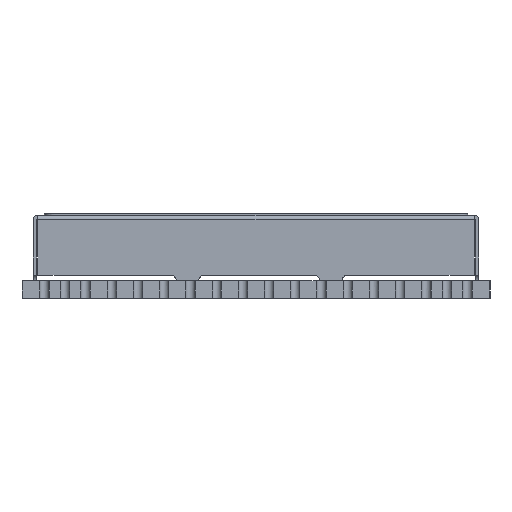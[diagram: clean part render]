
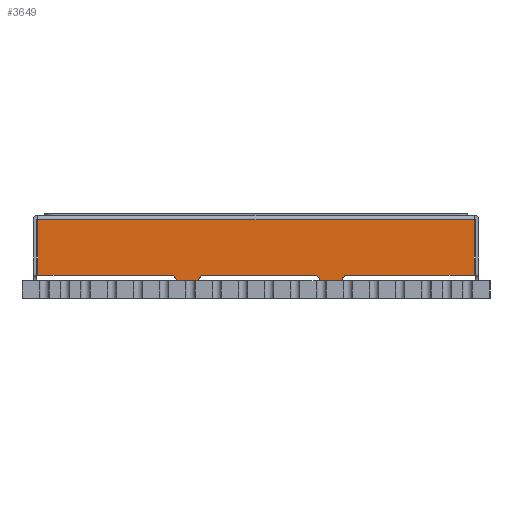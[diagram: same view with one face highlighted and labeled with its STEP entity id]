
A CAD part, left-side view. The second image highlights one B-rep face of the part: STEP entity #3649.
In plain terms, the highlighted planar face has unit normal (-1, 0, 0).
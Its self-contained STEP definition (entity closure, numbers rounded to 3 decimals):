
#15 = VERTEX_POINT ( 'NONE', #15282 ) ;
#380 = CARTESIAN_POINT ( 'NONE',  ( -11.408, -4.595, 0.935 ) ) ;
#770 = LINE ( 'NONE', #12613, #11403 ) ;
#1482 = CIRCLE ( 'NONE', #6479, 0.3 ) ;
#1742 = EDGE_CURVE ( 'NONE', #14760, #8311, #2172, .T. ) ;
#1753 = EDGE_CURVE ( 'NONE', #8311, #2817, #1482, .T. ) ;
#2172 = LINE ( 'NONE', #11520, #6654 ) ;
#2421 = DIRECTION ( 'NONE',  ( 0., 0., 1. ) ) ;
#2532 = DIRECTION ( 'NONE',  ( 0., 1., 0. ) ) ;
#2589 = DIRECTION ( 'NONE',  ( -1., 0., 0. ) ) ;
#2658 = VERTEX_POINT ( 'NONE', #10271 ) ;
#2716 = CARTESIAN_POINT ( 'NONE',  ( -11.408, 8.104, 1.235 ) ) ;
#2817 = VERTEX_POINT ( 'NONE', #15540 ) ;
#2940 = DIRECTION ( 'NONE',  ( 0., 1., 0. ) ) ;
#3036 = LINE ( 'NONE', #5295, #7986 ) ;
#3055 = VERTEX_POINT ( 'NONE', #11767 ) ;
#3522 = DIRECTION ( 'NONE',  ( 0., 0., -1. ) ) ;
#3649 = ADVANCED_FACE ( 'NONE', ( #12079 ), #18208, .T. ) ;
#3681 = DIRECTION ( 'NONE',  ( 0., 0., 1. ) ) ;
#3787 = DIRECTION ( 'NONE',  ( 0., 1., 0. ) ) ;
#3985 = DIRECTION ( 'NONE',  ( 0., 1., 0. ) ) ;
#4350 = AXIS2_PLACEMENT_3D ( 'NONE', #16738, #12207, #15236 ) ;
#4505 = ORIENTED_EDGE ( 'NONE', *, *, #12593, .F. ) ;
#4957 = CARTESIAN_POINT ( 'NONE',  ( -11.408, -3.395, 0.935 ) ) ;
#5132 = DIRECTION ( 'NONE',  ( 0., 1., 0. ) ) ;
#5220 = VECTOR ( 'NONE', #16531, 1000. ) ;
#5295 = CARTESIAN_POINT ( 'NONE',  ( -11.408, 0., 4.185 ) ) ;
#6157 = ORIENTED_EDGE ( 'NONE', *, *, #7613, .F. ) ;
#6479 = AXIS2_PLACEMENT_3D ( 'NONE', #7157, #17538, #3985 ) ;
#6569 = ORIENTED_EDGE ( 'NONE', *, *, #10520, .F. ) ;
#6580 = CARTESIAN_POINT ( 'NONE',  ( -11.408, -0.168, 1.235 ) ) ;
#6582 = EDGE_CURVE ( 'NONE', #3055, #15418, #16437, .T. ) ;
#6654 = VECTOR ( 'NONE', #2532, 1000. ) ;
#6705 = AXIS2_PLACEMENT_3D ( 'NONE', #16015, #18920, #2421 ) ;
#7157 = CARTESIAN_POINT ( 'NONE',  ( -11.408, -3.095, 0.935 ) ) ;
#7265 = CIRCLE ( 'NONE', #13490, 0.3 ) ;
#7613 = EDGE_CURVE ( 'NONE', #15, #14760, #10267, .T. ) ;
#7695 = CARTESIAN_POINT ( 'NONE',  ( -11.408, 3.059, 0.935 ) ) ;
#7699 = CIRCLE ( 'NONE', #8195, 0.3 ) ;
#7986 = VECTOR ( 'NONE', #3787, 1000. ) ;
#8098 = EDGE_CURVE ( 'NONE', #12866, #14910, #15940, .T. ) ;
#8195 = AXIS2_PLACEMENT_3D ( 'NONE', #11640, #2589, #16186 ) ;
#8311 = VERTEX_POINT ( 'NONE', #4957 ) ;
#8340 = ORIENTED_EDGE ( 'NONE', *, *, #13831, .F. ) ;
#8883 = VECTOR ( 'NONE', #3522, 1000. ) ;
#8983 = CARTESIAN_POINT ( 'NONE',  ( -11.408, 11.65, 1.235 ) ) ;
#9253 = LINE ( 'NONE', #16332, #5220 ) ;
#9559 = VECTOR ( 'NONE', #2940, 1000. ) ;
#10267 = CIRCLE ( 'NONE', #6705, 0.3 ) ;
#10271 = CARTESIAN_POINT ( 'NONE',  ( -11.408, 4.559, 1.235 ) ) ;
#10410 = VECTOR ( 'NONE', #13295, 1000. ) ;
#10520 = EDGE_CURVE ( 'NONE', #15845, #12866, #7699, .T. ) ;
#10709 = VERTEX_POINT ( 'NONE', #18312 ) ;
#11194 = ORIENTED_EDGE ( 'NONE', *, *, #1742, .F. ) ;
#11279 = EDGE_LOOP ( 'NONE', ( #16942, #11194, #6157, #14129, #12061, #17363, #8340, #15399, #11351, #13387, #6569, #4505 ) ) ;
#11351 = ORIENTED_EDGE ( 'NONE', *, *, #17302, .F. ) ;
#11403 = VECTOR ( 'NONE', #3681, 1000. ) ;
#11520 = CARTESIAN_POINT ( 'NONE',  ( -11.408, -3.995, 0.935 ) ) ;
#11593 = LINE ( 'NONE', #2716, #10410 ) ;
#11640 = CARTESIAN_POINT ( 'NONE',  ( -11.408, 2.759, 0.935 ) ) ;
#11767 = CARTESIAN_POINT ( 'NONE',  ( -11.408, -11.65, 4.185 ) ) ;
#11923 = DIRECTION ( 'NONE',  ( -1., 0., 0. ) ) ;
#12061 = ORIENTED_EDGE ( 'NONE', *, *, #6582, .F. ) ;
#12079 = FACE_OUTER_BOUND ( 'NONE', #11279, .T. ) ;
#12134 = CARTESIAN_POINT ( 'NONE',  ( -11.408, 4.559, 0.935 ) ) ;
#12158 = LINE ( 'NONE', #6580, #14257 ) ;
#12207 = DIRECTION ( 'NONE',  ( -1., 0., 0. ) ) ;
#12450 = CARTESIAN_POINT ( 'NONE',  ( -11.408, -11.65, 2.71 ) ) ;
#12593 = EDGE_CURVE ( 'NONE', #2817, #15845, #12158, .T. ) ;
#12613 = CARTESIAN_POINT ( 'NONE',  ( -11.408, 11.65, 2.71 ) ) ;
#12866 = VERTEX_POINT ( 'NONE', #7695 ) ;
#13295 = DIRECTION ( 'NONE',  ( 0., 1., 0. ) ) ;
#13387 = ORIENTED_EDGE ( 'NONE', *, *, #8098, .F. ) ;
#13490 = AXIS2_PLACEMENT_3D ( 'NONE', #12134, #11923, #16592 ) ;
#13670 = CARTESIAN_POINT ( 'NONE',  ( -11.408, 2.759, 1.235 ) ) ;
#13831 = EDGE_CURVE ( 'NONE', #15879, #10709, #770, .T. ) ;
#14129 = ORIENTED_EDGE ( 'NONE', *, *, #18694, .F. ) ;
#14257 = VECTOR ( 'NONE', #5132, 1000. ) ;
#14559 = CARTESIAN_POINT ( 'NONE',  ( -11.408, 4.259, 0.935 ) ) ;
#14760 = VERTEX_POINT ( 'NONE', #380 ) ;
#14910 = VERTEX_POINT ( 'NONE', #14559 ) ;
#15236 = DIRECTION ( 'NONE',  ( 0., 0., -1. ) ) ;
#15282 = CARTESIAN_POINT ( 'NONE',  ( -11.408, -4.895, 1.235 ) ) ;
#15399 = ORIENTED_EDGE ( 'NONE', *, *, #19208, .F. ) ;
#15418 = VERTEX_POINT ( 'NONE', #17864 ) ;
#15540 = CARTESIAN_POINT ( 'NONE',  ( -11.408, -3.095, 1.235 ) ) ;
#15845 = VERTEX_POINT ( 'NONE', #13670 ) ;
#15879 = VERTEX_POINT ( 'NONE', #8983 ) ;
#15940 = LINE ( 'NONE', #17670, #9559 ) ;
#16015 = CARTESIAN_POINT ( 'NONE',  ( -11.408, -4.895, 0.935 ) ) ;
#16186 = DIRECTION ( 'NONE',  ( 0., 0., 1. ) ) ;
#16332 = CARTESIAN_POINT ( 'NONE',  ( -11.408, -8.273, 1.235 ) ) ;
#16437 = LINE ( 'NONE', #12450, #8883 ) ;
#16531 = DIRECTION ( 'NONE',  ( 0., 1., 0. ) ) ;
#16592 = DIRECTION ( 'NONE',  ( 0., 1., 0. ) ) ;
#16738 = CARTESIAN_POINT ( 'NONE',  ( -11.408, 11.65, 4.185 ) ) ;
#16751 = EDGE_CURVE ( 'NONE', #3055, #10709, #3036, .T. ) ;
#16942 = ORIENTED_EDGE ( 'NONE', *, *, #1753, .F. ) ;
#17302 = EDGE_CURVE ( 'NONE', #14910, #2658, #7265, .T. ) ;
#17363 = ORIENTED_EDGE ( 'NONE', *, *, #16751, .T. ) ;
#17538 = DIRECTION ( 'NONE',  ( -1., 0., 0. ) ) ;
#17670 = CARTESIAN_POINT ( 'NONE',  ( -11.408, 3.659, 0.935 ) ) ;
#17864 = CARTESIAN_POINT ( 'NONE',  ( -11.408, -11.65, 1.235 ) ) ;
#18208 = PLANE ( 'NONE',  #4350 ) ;
#18312 = CARTESIAN_POINT ( 'NONE',  ( -11.408, 11.65, 4.185 ) ) ;
#18694 = EDGE_CURVE ( 'NONE', #15418, #15, #9253, .T. ) ;
#18920 = DIRECTION ( 'NONE',  ( -1., 0., 0. ) ) ;
#19208 = EDGE_CURVE ( 'NONE', #2658, #15879, #11593, .T. ) ;
